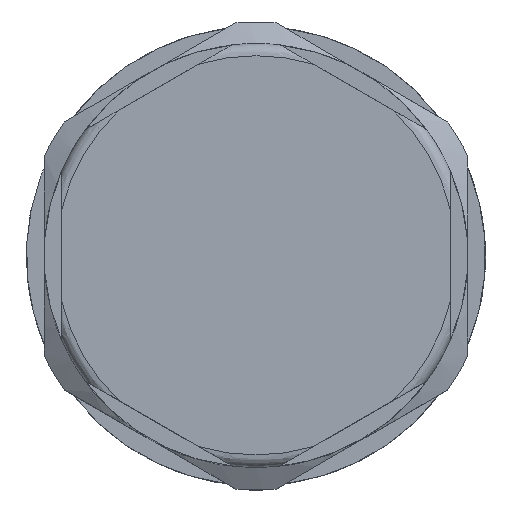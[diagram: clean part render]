
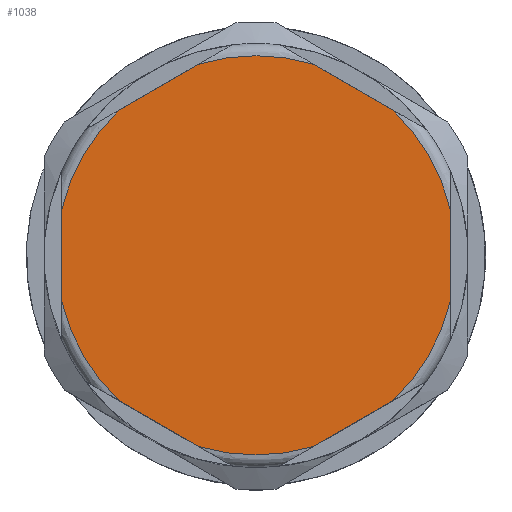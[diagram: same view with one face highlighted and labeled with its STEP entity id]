
A CAD part, top view. The second image highlights one B-rep face of the part: STEP entity #1038.
In plain terms, the highlighted planar face has unit normal (0, 0, 1).
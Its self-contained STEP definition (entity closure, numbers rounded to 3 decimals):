
#100=FACE_OUTER_BOUND('',#164,.T.);
#164=EDGE_LOOP('',(#801,#802,#803,#804,#805,#806,#807,#808,#809,#810,#811,
#812));
#234=CIRCLE('',#1155,11.3);
#235=CIRCLE('',#1157,11.3);
#236=CIRCLE('',#1159,11.3);
#237=CIRCLE('',#1161,11.3);
#238=CIRCLE('',#1163,11.3);
#239=CIRCLE('',#1165,11.3);
#282=LINE('',#1650,#345);
#286=LINE('',#1687,#349);
#290=LINE('',#1724,#353);
#294=LINE('',#1761,#357);
#298=LINE('',#1800,#361);
#302=LINE('',#1837,#365);
#345=VECTOR('',#1317,10.);
#349=VECTOR('',#1327,10.);
#353=VECTOR('',#1337,10.);
#357=VECTOR('',#1347,10.);
#361=VECTOR('',#1359,10.);
#365=VECTOR('',#1369,10.);
#420=VERTEX_POINT('',#1635);
#422=VERTEX_POINT('',#1649);
#426=VERTEX_POINT('',#1672);
#428=VERTEX_POINT('',#1686);
#432=VERTEX_POINT('',#1709);
#434=VERTEX_POINT('',#1723);
#438=VERTEX_POINT('',#1746);
#440=VERTEX_POINT('',#1760);
#445=VERTEX_POINT('',#1785);
#447=VERTEX_POINT('',#1799);
#451=VERTEX_POINT('',#1822);
#453=VERTEX_POINT('',#1836);
#533=EDGE_CURVE('',#422,#420,#282,.T.);
#540=EDGE_CURVE('',#428,#426,#286,.T.);
#547=EDGE_CURVE('',#434,#432,#290,.T.);
#554=EDGE_CURVE('',#440,#438,#294,.T.);
#562=EDGE_CURVE('',#447,#445,#298,.T.);
#569=EDGE_CURVE('',#453,#451,#302,.T.);
#584=EDGE_CURVE('',#422,#451,#234,.T.);
#585=EDGE_CURVE('',#428,#445,#235,.T.);
#586=EDGE_CURVE('',#434,#438,#236,.T.);
#587=EDGE_CURVE('',#453,#432,#237,.T.);
#588=EDGE_CURVE('',#440,#426,#238,.T.);
#589=EDGE_CURVE('',#447,#420,#239,.T.);
#801=ORIENTED_EDGE('',*,*,#533,.T.);
#802=ORIENTED_EDGE('',*,*,#589,.F.);
#803=ORIENTED_EDGE('',*,*,#562,.T.);
#804=ORIENTED_EDGE('',*,*,#585,.F.);
#805=ORIENTED_EDGE('',*,*,#540,.T.);
#806=ORIENTED_EDGE('',*,*,#588,.F.);
#807=ORIENTED_EDGE('',*,*,#554,.T.);
#808=ORIENTED_EDGE('',*,*,#586,.F.);
#809=ORIENTED_EDGE('',*,*,#547,.T.);
#810=ORIENTED_EDGE('',*,*,#587,.F.);
#811=ORIENTED_EDGE('',*,*,#569,.T.);
#812=ORIENTED_EDGE('',*,*,#584,.F.);
#987=PLANE('',#1164);
#1038=ADVANCED_FACE('',(#100),#987,.T.);
#1155=AXIS2_PLACEMENT_3D('',#1871,#1398,#1399);
#1157=AXIS2_PLACEMENT_3D('',#1873,#1402,#1403);
#1159=AXIS2_PLACEMENT_3D('',#1875,#1406,#1407);
#1161=AXIS2_PLACEMENT_3D('',#1877,#1410,#1411);
#1163=AXIS2_PLACEMENT_3D('',#1879,#1414,#1415);
#1164=AXIS2_PLACEMENT_3D('',#1880,#1416,#1417);
#1165=AXIS2_PLACEMENT_3D('',#1881,#1418,#1419);
#1317=DIRECTION('',(-0.866,-0.5,0.));
#1327=DIRECTION('',(0.866,-0.5,0.));
#1337=DIRECTION('',(0.,1.,0.));
#1347=DIRECTION('',(0.866,0.5,0.));
#1359=DIRECTION('',(0.,-1.,0.));
#1369=DIRECTION('',(-0.866,0.5,0.));
#1398=DIRECTION('center_axis',(0.,0.,
-1.));
#1399=DIRECTION('ref_axis',(-0.5,0.866,0.));
#1402=DIRECTION('center_axis',(0.,0.,
-1.));
#1403=DIRECTION('ref_axis',(-0.5,0.866,0.));
#1406=DIRECTION('center_axis',(0.,0.,
-1.));
#1407=DIRECTION('ref_axis',(-0.5,0.866,0.));
#1410=DIRECTION('center_axis',(0.,0.,
-1.));
#1411=DIRECTION('ref_axis',(-0.5,0.866,0.));
#1414=DIRECTION('center_axis',(0.,0.,
-1.));
#1415=DIRECTION('ref_axis',(-0.5,0.866,0.));
#1416=DIRECTION('center_axis',(0.,0.,
1.));
#1417=DIRECTION('ref_axis',(0.866,0.5,0.));
#1418=DIRECTION('center_axis',(0.,0.,
-1.));
#1419=DIRECTION('ref_axis',(-0.5,0.866,0.));
#1635=CARTESIAN_POINT('',(-7.74,8.233,-1.515));
#1649=CARTESIAN_POINT('',(-3.26,10.82,-1.515));
#1650=CARTESIAN_POINT('',(-3.423,10.725,-1.515));
#1672=CARTESIAN_POINT('',(-3.26,-10.82,-1.515));
#1686=CARTESIAN_POINT('',(-7.74,-8.233,-1.515));
#1687=CARTESIAN_POINT('',(-10.839,-6.444,-1.515));
#1709=CARTESIAN_POINT('',(11.,2.587,-1.515));
#1723=CARTESIAN_POINT('',(11.,-2.587,-1.515));
#1724=CARTESIAN_POINT('',(11.,1.369,-1.515));
#1746=CARTESIAN_POINT('',(7.74,-8.233,-1.515));
#1760=CARTESIAN_POINT('',(3.26,-10.82,-1.515));
#1761=CARTESIAN_POINT('',(3.423,-10.725,-1.515));
#1785=CARTESIAN_POINT('',(-11.,-2.587,-1.515));
#1799=CARTESIAN_POINT('',(-11.,2.587,-1.515));
#1800=CARTESIAN_POINT('',(-11.,6.165,-1.515));
#1822=CARTESIAN_POINT('',(3.26,10.82,-1.515));
#1836=CARTESIAN_POINT('',(7.74,8.233,-1.515));
#1837=CARTESIAN_POINT('',(4.314,10.211,-1.515));
#1871=CARTESIAN_POINT('Origin',(0.,0.,
-1.515));
#1873=CARTESIAN_POINT('Origin',(0.,0.,
-1.515));
#1875=CARTESIAN_POINT('Origin',(0.,0.,
-1.515));
#1877=CARTESIAN_POINT('Origin',(0.,0.,
-1.515));
#1879=CARTESIAN_POINT('Origin',(0.,0.,
-1.515));
#1880=CARTESIAN_POINT('Origin',(-4.35,7.534,-1.515));
#1881=CARTESIAN_POINT('Origin',(0.,0.,
-1.515));
